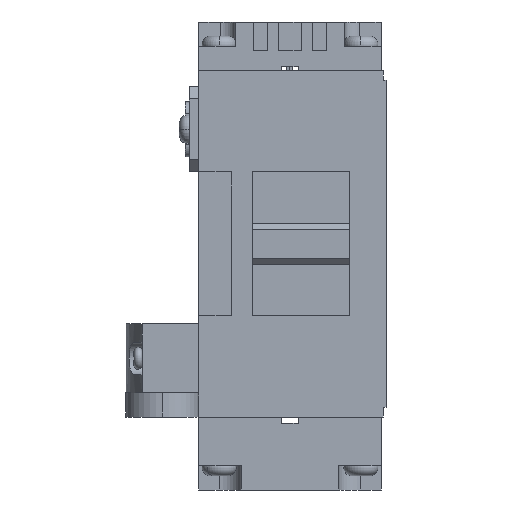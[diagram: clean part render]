
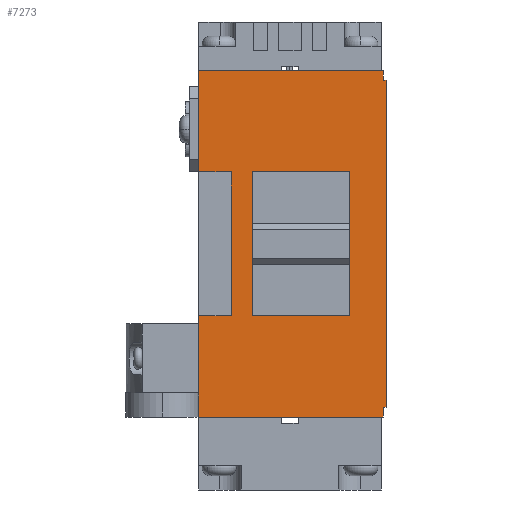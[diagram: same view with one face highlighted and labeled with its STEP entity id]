
A CAD part, left-side view. The second image highlights one B-rep face of the part: STEP entity #7273.
In plain terms, the highlighted planar face has unit normal (-1, 0, 0).
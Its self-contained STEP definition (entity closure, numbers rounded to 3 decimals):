
#2941 = ORIENTED_EDGE ( 'NONE', *, *, #20698, .F. ) ;
#2942 = ORIENTED_EDGE ( 'NONE', *, *, #20697, .F. ) ;
#2943 = ORIENTED_EDGE ( 'NONE', *, *, #20696, .T. ) ;
#2944 = ORIENTED_EDGE ( 'NONE', *, *, #20695, .T. ) ;
#2945 = ORIENTED_EDGE ( 'NONE', *, *, #20694, .T. ) ;
#2946 = ORIENTED_EDGE ( 'NONE', *, *, #20693, .F. ) ;
#2947 = ORIENTED_EDGE ( 'NONE', *, *, #20691, .F. ) ;
#2948 = ORIENTED_EDGE ( 'NONE', *, *, #20689, .T. ) ;
#2949 = ORIENTED_EDGE ( 'NONE', *, *, #20687, .F. ) ;
#2950 = ORIENTED_EDGE ( 'NONE', *, *, #20704, .F. ) ;
#2951 = ORIENTED_EDGE ( 'NONE', *, *, #20684, .F. ) ;
#2952 = ORIENTED_EDGE ( 'NONE', *, *, #20682, .F. ) ;
#2953 = ORIENTED_EDGE ( 'NONE', *, *, #20680, .F. ) ;
#2954 = ORIENTED_EDGE ( 'NONE', *, *, #20678, .F. ) ;
#2955 = ORIENTED_EDGE ( 'NONE', *, *, #20676, .T. ) ;
#2956 = ORIENTED_EDGE ( 'NONE', *, *, #20674, .F. ) ;
#5128 = EDGE_LOOP ( 'NONE', ( #2945, #2946, #2947, #2948, #2949, #2950, #2951, #2952, #2953, #2954, #2955, #2956 ) ) ;
#5131 = EDGE_LOOP ( 'NONE', ( #2941, #2942, #2943, #2944 ) ) ;
#7273 = ADVANCED_FACE ( 'NONE', ( #35272, #35273 ), #23901, .T. ) ;
#7283 = CARTESIAN_POINT ( 'NONE',  ( -25.5, -14.74, -60.5 ) ) ;
#7532 = CARTESIAN_POINT ( 'NONE',  ( -25.5, 22.5, -85.5 ) ) ;
#7583 = CARTESIAN_POINT ( 'NONE',  ( -25.5, 9.26, -25. ) ) ;
#7586 = CARTESIAN_POINT ( 'NONE',  ( -25.5, -14.74, -25. ) ) ;
#7598 = CARTESIAN_POINT ( 'NONE',  ( -25.5, -23., -83.1 ) ) ;
#7599 = CARTESIAN_POINT ( 'NONE',  ( -25.5, 9.26, -60.5 ) ) ;
#7638 = CARTESIAN_POINT ( 'NONE',  ( -25.5, -23.74, -2.4 ) ) ;
#7645 = CARTESIAN_POINT ( 'NONE',  ( -25.5, -23., -2.4 ) ) ;
#7696 = CARTESIAN_POINT ( 'NONE',  ( -25.5, -23., 0. ) ) ;
#12856 = DIRECTION ( 'NONE',  ( 0., 0., -1. ) ) ;
#12857 = CARTESIAN_POINT ( 'NONE',  ( -25.5, -23., -2.4 ) ) ;
#12976 = DIRECTION ( 'NONE',  ( 0., 1., 0. ) ) ;
#12979 = CARTESIAN_POINT ( 'NONE',  ( -25.5, -14.74, -25. ) ) ;
#12982 = DIRECTION ( 'NONE',  ( 0., 0., 1. ) ) ;
#12984 = CARTESIAN_POINT ( 'NONE',  ( -25.5, -14.74, -25. ) ) ;
#12990 = DIRECTION ( 'NONE',  ( 0., 1., 0. ) ) ;
#12993 = CARTESIAN_POINT ( 'NONE',  ( -25.5, -14.74, -60.5 ) ) ;
#12995 = DIRECTION ( 'NONE',  ( 0., 0., 1. ) ) ;
#12998 = CARTESIAN_POINT ( 'NONE',  ( -25.5, 9.26, -25. ) ) ;
#13004 = DIRECTION ( 'NONE',  ( 0., -1., 0. ) ) ;
#13008 = CARTESIAN_POINT ( 'NONE',  ( -25.5, -23.74, -85.5 ) ) ;
#13009 = DIRECTION ( 'NONE',  ( 0., 0., -1. ) ) ;
#13013 = CARTESIAN_POINT ( 'NONE',  ( -25.5, -23., -83.1 ) ) ;
#13019 = DIRECTION ( 'NONE',  ( 0., 1., 0. ) ) ;
#13022 = CARTESIAN_POINT ( 'NONE',  ( -25.5, -23., -83.1 ) ) ;
#13028 = DIRECTION ( 'NONE',  ( 0., 0., 1. ) ) ;
#13031 = CARTESIAN_POINT ( 'NONE',  ( -25.5, -23.74, -85.5 ) ) ;
#13034 = DIRECTION ( 'NONE',  ( 0., -1., 0. ) ) ;
#13038 = CARTESIAN_POINT ( 'NONE',  ( -25.5, -23., -2.4 ) ) ;
#13044 = DIRECTION ( 'NONE',  ( 0., -1., 0. ) ) ;
#13048 = CARTESIAN_POINT ( 'NONE',  ( -25.5, -23.74, 0. ) ) ;
#13052 = DIRECTION ( 'NONE',  ( 0., 0., 1. ) ) ;
#13056 = CARTESIAN_POINT ( 'NONE',  ( -25.5, 22.5, -85.5 ) ) ;
#13411 = DIRECTION ( 'NONE',  ( 0., 1., 0. ) ) ;
#13412 = CARTESIAN_POINT ( 'NONE',  ( -25.5, 14.5, -25. ) ) ;
#13415 = DIRECTION ( 'NONE',  ( 0., 0., 1. ) ) ;
#13416 = CARTESIAN_POINT ( 'NONE',  ( -25.5, 14.5, -25. ) ) ;
#13417 = DIRECTION ( 'NONE',  ( 0., 1., 0. ) ) ;
#13418 = CARTESIAN_POINT ( 'NONE',  ( -25.5, 14.5, -60.5 ) ) ;
#13421 = DIRECTION ( 'NONE',  ( 0., 0., 1. ) ) ;
#13422 = CARTESIAN_POINT ( 'NONE',  ( -25.5, 22.5, -85.5 ) ) ;
#20674 = EDGE_CURVE ( 'NONE', #42661, #41683, #26732, .T. ) ;
#20676 = EDGE_CURVE ( 'NONE', #41687, #41683, #26735, .T. ) ;
#20678 = EDGE_CURVE ( 'NONE', #41687, #41688, #26737, .T. ) ;
#20680 = EDGE_CURVE ( 'NONE', #41688, #41620, #26739, .T. ) ;
#20682 = EDGE_CURVE ( 'NONE', #41620, #41659, #26741, .T. ) ;
#20684 = EDGE_CURVE ( 'NONE', #41659, #42833, #26743, .T. ) ;
#20687 = EDGE_CURVE ( 'NONE', #42782, #42775, #26745, .T. ) ;
#20689 = EDGE_CURVE ( 'NONE', #41925, #42775, #26747, .T. ) ;
#20691 = EDGE_CURVE ( 'NONE', #41925, #42735, #26749, .T. ) ;
#20693 = EDGE_CURVE ( 'NONE', #42735, #41415, #26751, .T. ) ;
#20694 = EDGE_CURVE ( 'NONE', #42661, #41415, #26753, .T. ) ;
#20695 = EDGE_CURVE ( 'NONE', #42736, #42720, #26755, .T. ) ;
#20696 = EDGE_CURVE ( 'NONE', #42412, #42736, #26757, .T. ) ;
#20697 = EDGE_CURVE ( 'NONE', #42412, #42723, #26759, .T. ) ;
#20698 = EDGE_CURVE ( 'NONE', #42723, #42720, #26761, .T. ) ;
#20704 = EDGE_CURVE ( 'NONE', #42833, #42782, #26766, .T. ) ;
#23897 = DIRECTION ( 'NONE',  ( 0., 0., 1. ) ) ;
#23898 = DIRECTION ( 'NONE',  ( -1., 0., 0. ) ) ;
#23900 = CARTESIAN_POINT ( 'NONE',  ( -25.5, -23.74, -85.5 ) ) ;
#23901 = PLANE ( 'NONE',  #24652 ) ;
#24652 = AXIS2_PLACEMENT_3D ( 'NONE', #23900, #23898, #23897 ) ;
#26732 = LINE ( 'NONE', #13422, #26734 ) ;
#26734 = VECTOR ( 'NONE', #13421, 1000. ) ;
#26735 = LINE ( 'NONE', #13418, #26736 ) ;
#26736 = VECTOR ( 'NONE', #13417, 1000. ) ;
#26737 = LINE ( 'NONE', #13416, #26738 ) ;
#26738 = VECTOR ( 'NONE', #13415, 1000. ) ;
#26739 = LINE ( 'NONE', #13412, #26740 ) ;
#26740 = VECTOR ( 'NONE', #13411, 1000. ) ;
#26741 = LINE ( 'NONE', #13056, #26742 ) ;
#26742 = VECTOR ( 'NONE', #13052, 1000. ) ;
#26743 = LINE ( 'NONE', #13048, #26744 ) ;
#26744 = VECTOR ( 'NONE', #13044, 1000. ) ;
#26745 = LINE ( 'NONE', #13038, #26746 ) ;
#26746 = VECTOR ( 'NONE', #13034, 1000. ) ;
#26747 = LINE ( 'NONE', #13031, #26748 ) ;
#26748 = VECTOR ( 'NONE', #13028, 1000. ) ;
#26749 = LINE ( 'NONE', #13022, #26750 ) ;
#26750 = VECTOR ( 'NONE', #13019, 1000. ) ;
#26751 = LINE ( 'NONE', #13013, #26752 ) ;
#26752 = VECTOR ( 'NONE', #13009, 1000. ) ;
#26753 = LINE ( 'NONE', #13008, #26754 ) ;
#26754 = VECTOR ( 'NONE', #13004, 1000. ) ;
#26755 = LINE ( 'NONE', #12998, #26756 ) ;
#26756 = VECTOR ( 'NONE', #12995, 1000. ) ;
#26757 = LINE ( 'NONE', #12993, #26758 ) ;
#26758 = VECTOR ( 'NONE', #12990, 1000. ) ;
#26759 = LINE ( 'NONE', #12984, #26760 ) ;
#26760 = VECTOR ( 'NONE', #12982, 1000. ) ;
#26761 = LINE ( 'NONE', #12979, #26762 ) ;
#26762 = VECTOR ( 'NONE', #12976, 1000. ) ;
#26766 = LINE ( 'NONE', #12857, #26767 ) ;
#26767 = VECTOR ( 'NONE', #12856, 1000. ) ;
#32391 = CARTESIAN_POINT ( 'NONE',  ( -25.5, -23., -85.5 ) ) ;
#32724 = CARTESIAN_POINT ( 'NONE',  ( -25.5, 22.5, -25. ) ) ;
#32768 = CARTESIAN_POINT ( 'NONE',  ( -25.5, 22.5, 0. ) ) ;
#32792 = CARTESIAN_POINT ( 'NONE',  ( -25.5, 22.5, -60.5 ) ) ;
#32796 = CARTESIAN_POINT ( 'NONE',  ( -25.5, 14.5, -60.5 ) ) ;
#32797 = CARTESIAN_POINT ( 'NONE',  ( -25.5, 14.5, -25. ) ) ;
#33034 = CARTESIAN_POINT ( 'NONE',  ( -25.5, -23.74, -83.1 ) ) ;
#35272 = FACE_BOUND ( 'NONE', #5131, .T. ) ;
#35273 = FACE_OUTER_BOUND ( 'NONE', #5128, .T. ) ;
#41415 = VERTEX_POINT ( 'NONE', #32391 ) ;
#41620 = VERTEX_POINT ( 'NONE', #32724 ) ;
#41659 = VERTEX_POINT ( 'NONE', #32768 ) ;
#41683 = VERTEX_POINT ( 'NONE', #32792 ) ;
#41687 = VERTEX_POINT ( 'NONE', #32796 ) ;
#41688 = VERTEX_POINT ( 'NONE', #32797 ) ;
#41925 = VERTEX_POINT ( 'NONE', #33034 ) ;
#42412 = VERTEX_POINT ( 'NONE', #7283 ) ;
#42661 = VERTEX_POINT ( 'NONE', #7532 ) ;
#42720 = VERTEX_POINT ( 'NONE', #7583 ) ;
#42723 = VERTEX_POINT ( 'NONE', #7586 ) ;
#42735 = VERTEX_POINT ( 'NONE', #7598 ) ;
#42736 = VERTEX_POINT ( 'NONE', #7599 ) ;
#42775 = VERTEX_POINT ( 'NONE', #7638 ) ;
#42782 = VERTEX_POINT ( 'NONE', #7645 ) ;
#42833 = VERTEX_POINT ( 'NONE', #7696 ) ;
